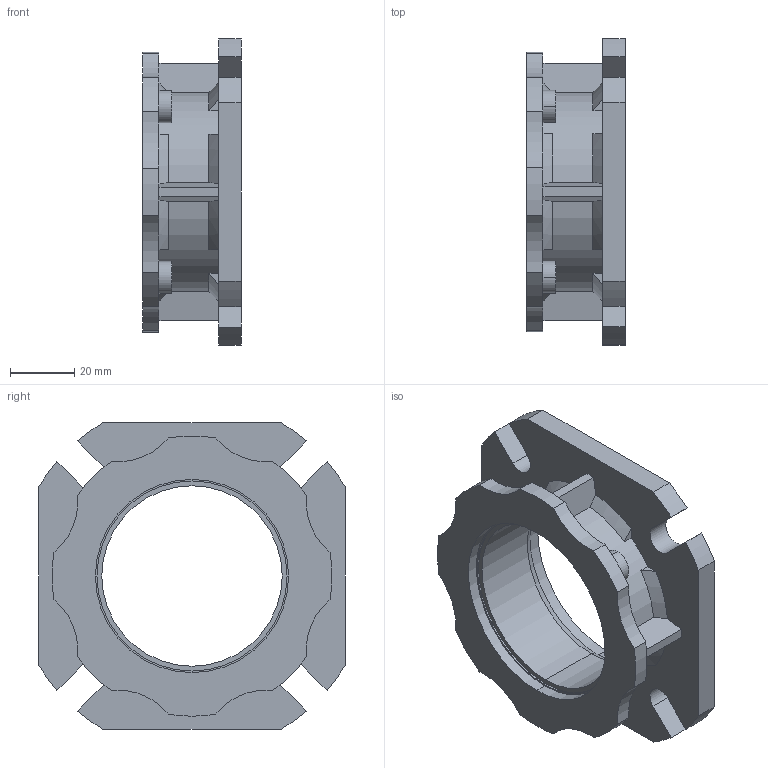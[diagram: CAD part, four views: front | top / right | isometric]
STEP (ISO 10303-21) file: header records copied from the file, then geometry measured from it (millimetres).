
FILE_DESCRIPTION (( 'STEP AP214' ), '1' );
FILE_NAME ('WGA-40M-ACC1.STEP', '2014-10-31T11:39:03', ( '' ), ( '' ), 'SwSTEP 2.0', 'SolidWorks 2014', '' );
FILE_SCHEMA (( 'AUTOMOTIVE_DESIGN' ));
Length unit declared in the file: inch
Products named in the file (1): WGA-40M-ACC1
Bounding box: 30.5 x 95 x 95 mm (x, y, z)
Volume: 65691.6 mm3; surface area: 30176.9 mm2
Topology: 1 solids, 1 shells, 122 faces, 331 edges, 220 vertices
Faces by surface type: cylinder 53, plane 51, cone 18
Entity records: 4053 total; most frequent: CARTESIAN_POINT 770, DIRECTION 685, ORIENTED_EDGE 662, EDGE_CURVE 331, AXIS2_PLACEMENT_3D 263, VERTEX_POINT 220, LINE 159, VECTOR 159
